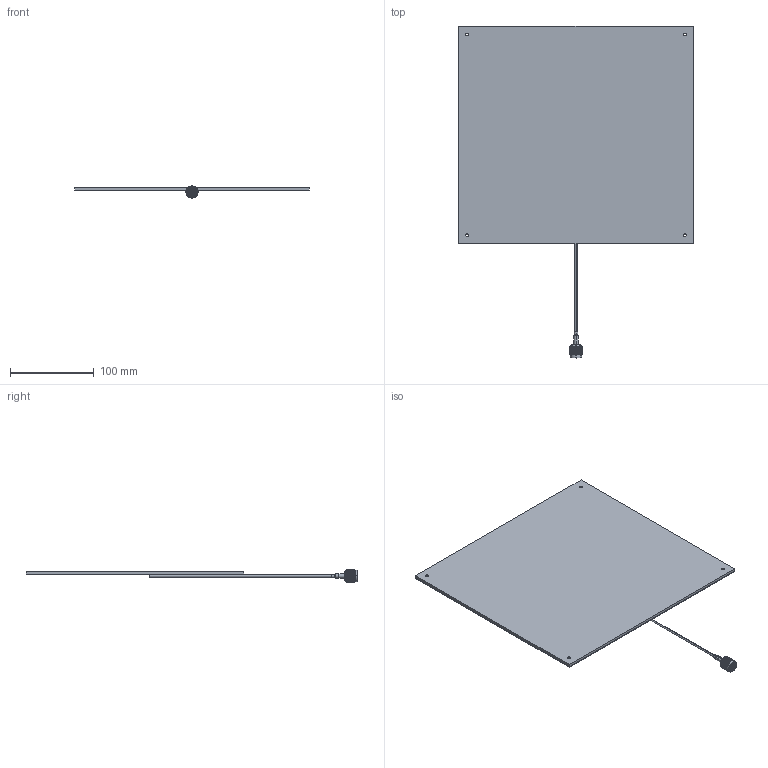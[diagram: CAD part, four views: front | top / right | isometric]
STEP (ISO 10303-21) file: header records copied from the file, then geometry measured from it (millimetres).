
FILE_DESCRIPTION (( 'STEP AP203' ), '1' );
FILE_NAME ('FMANFP1024_3D.STEP', '2022-11-21T16:45:21', ( '' ), ( '' ), 'SwSTEP 2.0', 'SolidWorks 2022', '' );
FILE_SCHEMA (( 'CONFIG_CONTROL_DESIGN' ));
Length unit declared in the file: millimetre
Products named in the file (3): FMANFP1024_3D; PE4668; LCANFP1024_MA1
Assembly tree (2 placements, depth 2):
  FMANFP1024_3D
    LCANFP1024_MA1
    PE4668
Bounding box: 280 x 396.51 x 14.5 mm (x, y, z)
Volume: 294048.4 mm3; surface area: 300186.6 mm2
Topology: 6 solids, 6 shells, 2705 faces, 5758 edges, 3076 vertices
Faces by surface type: bspline 2007, cylinder 589, plane 75, cone 34
Entity records: 103675 total; most frequent: CARTESIAN_POINT 67842, ORIENTED_EDGE 11516, EDGE_CURVE 5758, VERTEX_POINT 3076, EDGE_LOOP 2736, FACE_OUTER_BOUND 2705, ADVANCED_FACE 2705, B_SPLINE_CURVE_WITH_KNOTS 2292
